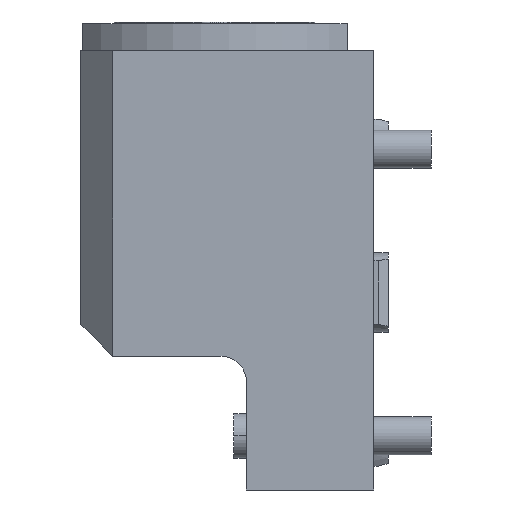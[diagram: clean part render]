
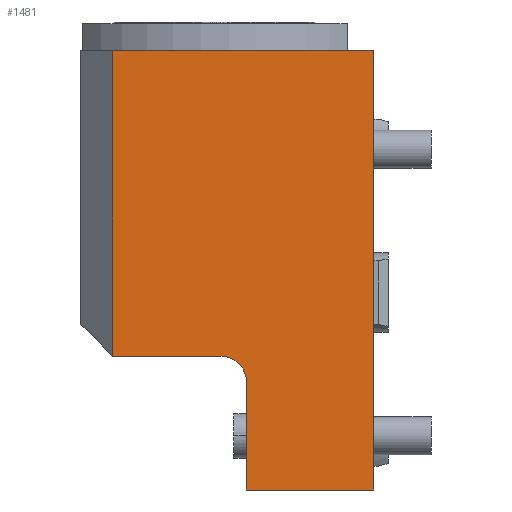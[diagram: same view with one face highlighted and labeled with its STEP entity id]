
A CAD part, front view. The second image highlights one B-rep face of the part: STEP entity #1481.
In plain terms, the highlighted planar face has unit normal (0, -1, 0).
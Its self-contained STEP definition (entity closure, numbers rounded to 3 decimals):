
#1=DIRECTION('',(0.,0.,-1.));
#2=VECTOR('',#1,96.);
#3=CARTESIAN_POINT('',(-82.,-56.,76.));
#4=LINE('',#3,#2);
#5=DIRECTION('',(1.,0.,0.));
#6=VECTOR('',#5,82.);
#7=CARTESIAN_POINT('',(-82.,-56.,76.));
#8=LINE('',#7,#6);
#9=DIRECTION('',(0.,0.,-1.));
#10=VECTOR('',#9,138.);
#11=CARTESIAN_POINT('',(0.,-56.,76.));
#12=LINE('',#11,#10);
#13=DIRECTION('',(-1.,0.,0.));
#14=VECTOR('',#13,40.);
#15=CARTESIAN_POINT('',(0.,-56.,-62.));
#16=LINE('',#15,#14);
#17=DIRECTION('',(0.,0.,1.));
#18=VECTOR('',#17,34.);
#19=CARTESIAN_POINT('',(-40.,-56.,-62.));
#20=LINE('',#19,#18);
#21=DIRECTION('',(1.,0.,0.));
#22=VECTOR('',#21,34.);
#23=CARTESIAN_POINT('',(-82.,-56.,-20.));
#24=LINE('',#23,#22);
#70=CARTESIAN_POINT('',(-48.,-56.,-28.));
#71=DIRECTION('',(0.,1.,0.));
#72=DIRECTION('',(0.,0.,1.));
#73=AXIS2_PLACEMENT_3D('',#70,#71,#72);
#1135=CARTESIAN_POINT('',(-82.,-56.,76.));
#1136=CARTESIAN_POINT('',(-82.,-56.,-20.));
#1137=VERTEX_POINT('',#1135);
#1138=VERTEX_POINT('',#1136);
#1151=CARTESIAN_POINT('',(0.,-56.,76.));
#1152=CARTESIAN_POINT('',(0.,-56.,-62.));
#1153=VERTEX_POINT('',#1151);
#1154=VERTEX_POINT('',#1152);
#1159=CARTESIAN_POINT('',(-40.,-56.,-62.));
#1161=VERTEX_POINT('',#1159);
#1164=CARTESIAN_POINT('',(-40.,-56.,-28.));
#1166=VERTEX_POINT('',#1164);
#1168=CARTESIAN_POINT('',(-48.,-56.,-20.));
#1170=VERTEX_POINT('',#1168);
#1460=CARTESIAN_POINT('',(0.,-56.,0.));
#1461=DIRECTION('',(0.,1.,0.));
#1462=DIRECTION('',(0.,0.,-1.));
#1463=AXIS2_PLACEMENT_3D('',#1460,#1461,#1462);
#1464=PLANE('',#1463);
#1466=ORIENTED_EDGE('',*,*,#1465,.F.);
#1468=ORIENTED_EDGE('',*,*,#1467,.T.);
#1470=ORIENTED_EDGE('',*,*,#1469,.T.);
#1472=ORIENTED_EDGE('',*,*,#1471,.T.);
#1474=ORIENTED_EDGE('',*,*,#1473,.T.);
#1476=ORIENTED_EDGE('',*,*,#1475,.F.);
#1478=ORIENTED_EDGE('',*,*,#1477,.F.);
#1479=EDGE_LOOP('',(#1466,#1468,#1470,#1472,#1474,#1476,#1478));
#1480=FACE_OUTER_BOUND('',#1479,.F.);
#1481=ADVANCED_FACE('',(#1480),#1464,.F.);
#74=CIRCLE('',#73,8.);
#1465=EDGE_CURVE('',#1137,#1138,#4,.T.);
#1467=EDGE_CURVE('',#1137,#1153,#8,.T.);
#1469=EDGE_CURVE('',#1153,#1154,#12,.T.);
#1471=EDGE_CURVE('',#1154,#1161,#16,.T.);
#1473=EDGE_CURVE('',#1161,#1166,#20,.T.);
#1475=EDGE_CURVE('',#1170,#1166,#74,.T.);
#1477=EDGE_CURVE('',#1138,#1170,#24,.T.);
